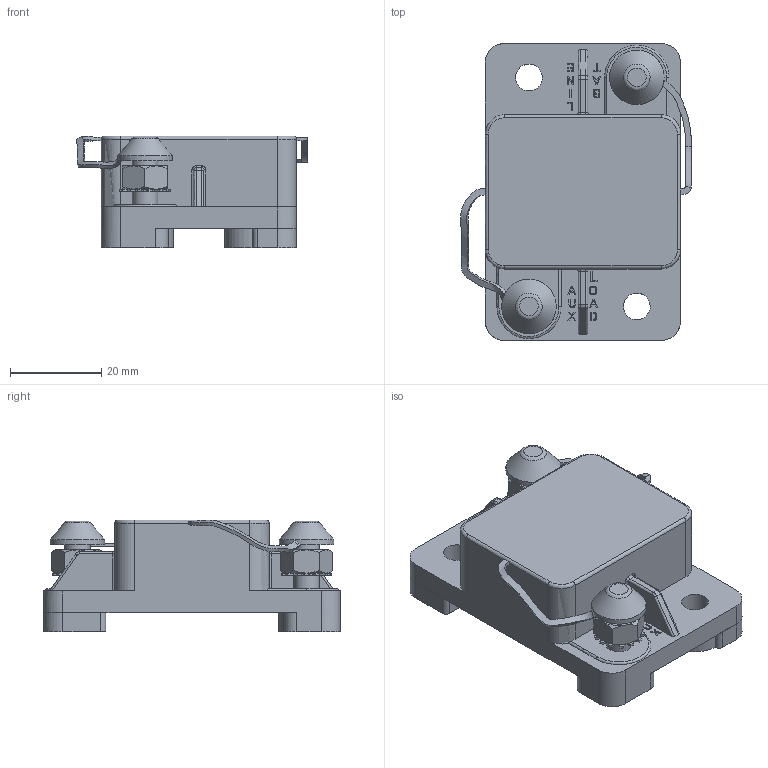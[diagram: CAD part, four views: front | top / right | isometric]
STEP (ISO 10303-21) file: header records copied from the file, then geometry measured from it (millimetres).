
FILE_DESCRIPTION(('FreeCAD Model'),'2;1');
FILE_NAME('Open CASCADE Shape Model','2025-05-05T08:36:47',('FreeCAD'),( 'FreeCAD'),'Open CASCADE STEP processor 7.6','FreeCAD','Unknown');
FILE_SCHEMA(('AUTOMOTIVE_DESIGN { 1 0 10303 214 1 1 1 1 }'));
Length unit declared in the file: millimetre
Products named in the file (1): Open CASCADE STEP translator 7.6 1
Bounding box: 50.51 x 64.95 x 24.5 mm (x, y, z)
Volume: 39445.9 mm3; surface area: 12905.5 mm2
Topology: 7 solids, 7 shells, 510 faces, 1349 edges, 876 vertices
Faces by surface type: bspline 510
Entity records: 17976 total; most frequent: CARTESIAN_POINT 10050, ORIENTED_EDGE 2698, EDGE_CURVE 1349, B_SPLINE_CURVE_WITH_KNOTS 1028, VERTEX_POINT 876, FACE_BOUND 549, EDGE_LOOP 549, ADVANCED_FACE 510
